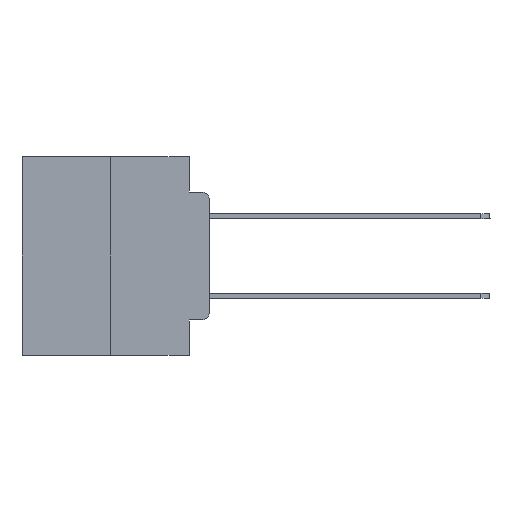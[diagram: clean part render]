
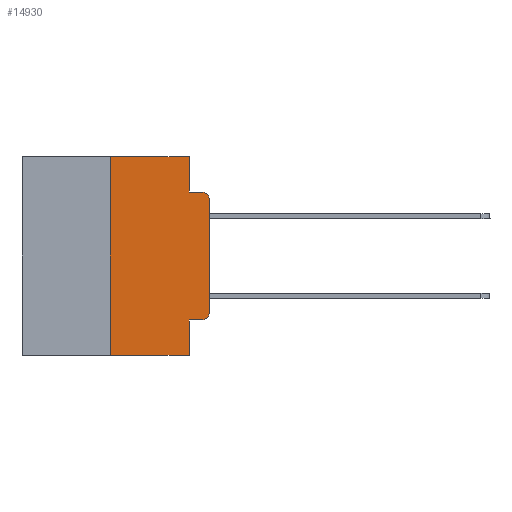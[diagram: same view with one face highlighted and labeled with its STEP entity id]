
A CAD part, left-side view. The second image highlights one B-rep face of the part: STEP entity #14930.
In plain terms, the highlighted planar face has unit normal (-1, 0, 0).
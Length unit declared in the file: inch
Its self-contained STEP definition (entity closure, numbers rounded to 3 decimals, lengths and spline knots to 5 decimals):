
#48 = EDGE_CURVE ( 'NONE', #19120, #24532, #6203, .T. ) ;
#275 = CARTESIAN_POINT ( 'NONE',  ( 0., 0., -0.3915 ) ) ;
#512 = CARTESIAN_POINT ( 'NONE',  ( 0., 0.25, 0. ) ) ;
#546 = EDGE_CURVE ( 'NONE', #8566, #24532, #7827, .T. ) ;
#813 = CARTESIAN_POINT ( 'NONE',  ( 0., 0.02, -0.3915 ) ) ;
#855 = LINE ( 'NONE', #3476, #5105 ) ;
#1546 = ORIENTED_EDGE ( 'NONE', *, *, #48, .T. ) ;
#1655 = CARTESIAN_POINT ( 'NONE',  ( 0., 0.051, -0.0885 ) ) ;
#2104 = CARTESIAN_POINT ( 'NONE',  ( 0., 0.051, -0.5 ) ) ;
#2154 = EDGE_CURVE ( 'NONE', #2232, #8785, #855, .T. ) ;
#2232 = VERTEX_POINT ( 'NONE', #6323 ) ;
#2236 = DIRECTION ( 'NONE',  ( 1., 0., 0. ) ) ;
#2254 = DIRECTION ( 'NONE',  ( 0., 0., 1. ) ) ;
#2361 = CARTESIAN_POINT ( 'NONE',  ( 0., 0.051, 0. ) ) ;
#2893 = AXIS2_PLACEMENT_3D ( 'NONE', #6269, #2236, #4418 ) ;
#3476 = CARTESIAN_POINT ( 'NONE',  ( 0., 0.473, -0.5 ) ) ;
#4079 = VERTEX_POINT ( 'NONE', #275 ) ;
#4255 = VECTOR ( 'NONE', #6433, 39.37008 ) ;
#4338 = LINE ( 'NONE', #2361, #19686 ) ;
#4418 = DIRECTION ( 'NONE',  ( 0., 0., -1. ) ) ;
#4593 = ORIENTED_EDGE ( 'NONE', *, *, #5783, .F. ) ;
#4595 = EDGE_CURVE ( 'NONE', #19969, #22322, #8942, .T. ) ;
#4678 = ORIENTED_EDGE ( 'NONE', *, *, #4595, .T. ) ;
#4784 = CARTESIAN_POINT ( 'NONE',  ( 0., 0., -0.1085 ) ) ;
#4806 = EDGE_CURVE ( 'NONE', #2232, #26399, #13175, .T. ) ;
#4906 = DIRECTION ( 'NONE',  ( 0., 0., 1. ) ) ;
#5105 = VECTOR ( 'NONE', #18448, 39.37008 ) ;
#5384 = CARTESIAN_POINT ( 'NONE',  ( 0., 0.25, 0. ) ) ;
#5783 = EDGE_CURVE ( 'NONE', #19969, #8785, #12134, .T. ) ;
#6203 = CIRCLE ( 'NONE', #8675, 0.02 ) ;
#6269 = CARTESIAN_POINT ( 'NONE',  ( 0., 0.473, 0. ) ) ;
#6323 = CARTESIAN_POINT ( 'NONE',  ( 0., 0.25, -0.5 ) ) ;
#6433 = DIRECTION ( 'NONE',  ( 0., 0., -1. ) ) ;
#6715 = DIRECTION ( 'NONE',  ( 0., -1., 0. ) ) ;
#6740 = CARTESIAN_POINT ( 'NONE',  ( 0., 0.051, -0.0885 ) ) ;
#7703 = EDGE_CURVE ( 'NONE', #12210, #8566, #4338, .T. ) ;
#7827 = LINE ( 'NONE', #6740, #14679 ) ;
#7886 = VECTOR ( 'NONE', #20505, 39.37008 ) ;
#8303 = ORIENTED_EDGE ( 'NONE', *, *, #2154, .T. ) ;
#8523 = CIRCLE ( 'NONE', #11005, 0.02 ) ;
#8566 = VERTEX_POINT ( 'NONE', #1655 ) ;
#8577 = EDGE_CURVE ( 'NONE', #26399, #12210, #9846, .T. ) ;
#8675 = AXIS2_PLACEMENT_3D ( 'NONE', #20490, #12070, #12330 ) ;
#8785 = VERTEX_POINT ( 'NONE', #2104 ) ;
#8942 = LINE ( 'NONE', #21099, #18723 ) ;
#9026 = EDGE_CURVE ( 'NONE', #22322, #4079, #8523, .T. ) ;
#9148 = DIRECTION ( 'NONE',  ( 0., 0., -1. ) ) ;
#9846 = LINE ( 'NONE', #24705, #7886 ) ;
#10144 = ORIENTED_EDGE ( 'NONE', *, *, #546, .F. ) ;
#10357 = PLANE ( 'NONE',  #2893 ) ;
#10421 = ORIENTED_EDGE ( 'NONE', *, *, #8577, .F. ) ;
#10676 = EDGE_LOOP ( 'NONE', ( #23663, #1546, #10144, #22701, #10421, #24660, #8303, #4593, #4678, #11793 ) ) ;
#11005 = AXIS2_PLACEMENT_3D ( 'NONE', #813, #21597, #9148 ) ;
#11793 = ORIENTED_EDGE ( 'NONE', *, *, #9026, .T. ) ;
#12070 = DIRECTION ( 'NONE',  ( -1., 0., 0. ) ) ;
#12134 = LINE ( 'NONE', #12721, #4255 ) ;
#12210 = VERTEX_POINT ( 'NONE', #26275 ) ;
#12330 = DIRECTION ( 'NONE',  ( 0., 0., -1. ) ) ;
#12721 = CARTESIAN_POINT ( 'NONE',  ( 0., 0.051, 0. ) ) ;
#13001 = EDGE_CURVE ( 'NONE', #4079, #19120, #21327, .T. ) ;
#13175 = LINE ( 'NONE', #512, #23230 ) ;
#14679 = VECTOR ( 'NONE', #6715, 39.37008 ) ;
#14774 = DIRECTION ( 'NONE',  ( 0., -1., 0. ) ) ;
#14849 = CARTESIAN_POINT ( 'NONE',  ( 0., 0., 0. ) ) ;
#14930 = ADVANCED_FACE ( 'NONE', ( #25421 ), #10357, .F. ) ;
#16441 = CARTESIAN_POINT ( 'NONE',  ( 0., 0.02, -0.4115 ) ) ;
#18448 = DIRECTION ( 'NONE',  ( 0., -1., 0. ) ) ;
#18723 = VECTOR ( 'NONE', #14774, 39.37008 ) ;
#19120 = VERTEX_POINT ( 'NONE', #4784 ) ;
#19403 = VECTOR ( 'NONE', #2254, 39.37008 ) ;
#19686 = VECTOR ( 'NONE', #22849, 39.37008 ) ;
#19969 = VERTEX_POINT ( 'NONE', #23616 ) ;
#20490 = CARTESIAN_POINT ( 'NONE',  ( 0., 0.02, -0.1085 ) ) ;
#20505 = DIRECTION ( 'NONE',  ( 0., -1., 0. ) ) ;
#21099 = CARTESIAN_POINT ( 'NONE',  ( 0., 0.051, -0.4115 ) ) ;
#21327 = LINE ( 'NONE', #14849, #19403 ) ;
#21597 = DIRECTION ( 'NONE',  ( -1., 0., 0. ) ) ;
#22307 = CARTESIAN_POINT ( 'NONE',  ( 0., 0.02, -0.0885 ) ) ;
#22322 = VERTEX_POINT ( 'NONE', #16441 ) ;
#22701 = ORIENTED_EDGE ( 'NONE', *, *, #7703, .F. ) ;
#22849 = DIRECTION ( 'NONE',  ( 0., 0., -1. ) ) ;
#23230 = VECTOR ( 'NONE', #4906, 39.37008 ) ;
#23616 = CARTESIAN_POINT ( 'NONE',  ( 0., 0.051, -0.4115 ) ) ;
#23663 = ORIENTED_EDGE ( 'NONE', *, *, #13001, .T. ) ;
#24532 = VERTEX_POINT ( 'NONE', #22307 ) ;
#24660 = ORIENTED_EDGE ( 'NONE', *, *, #4806, .F. ) ;
#24705 = CARTESIAN_POINT ( 'NONE',  ( 0., 0.473, 0. ) ) ;
#25421 = FACE_OUTER_BOUND ( 'NONE', #10676, .T. ) ;
#26275 = CARTESIAN_POINT ( 'NONE',  ( 0., 0.051, 0. ) ) ;
#26399 = VERTEX_POINT ( 'NONE', #5384 ) ;
